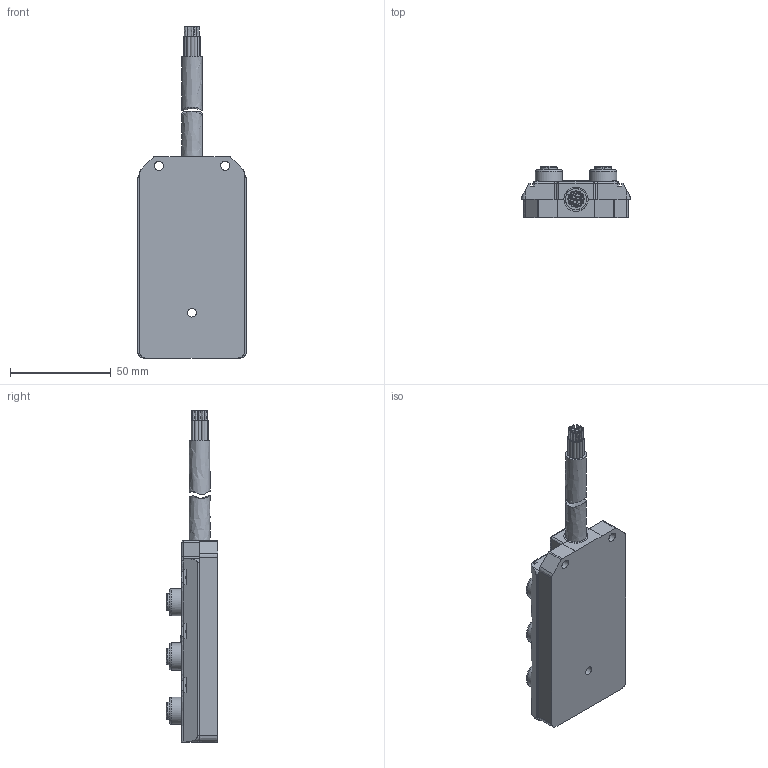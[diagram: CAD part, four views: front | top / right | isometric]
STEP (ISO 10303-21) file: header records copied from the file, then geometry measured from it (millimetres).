
FILE_DESCRIPTION( ('This file contains a STEP AP42 implementation' ,'as created by ZW3D STEP Interface translator.') ,'2;1' );
FILE_NAME( 'DSTR6-5-4XX-34XX.stp' ,'211222.164755', (''), ('ZWCAD Software Co.'), 'Version 1.0', 'ZW3D to STEP translator', '' );
FILE_SCHEMA(('AUTOMOTIVE_DESIGN'));
Length unit declared in the file: millimetre
Products named in the file (2): 0; DSTR6-5-4XX-11XX
Bounding box: 54 x 25.5 x 165 mm (x, y, z)
Volume: 93910 mm3; surface area: 26072.2 mm2
Topology: 2 solids, 2 shells, 907 faces, 2447 edges, 1698 vertices
Faces by surface type: bspline 907
Entity records: 51866 total; most frequent: CARTESIAN_POINT 36424, ORIENTED_EDGE 4868, EDGE_CURVE 2434, B_SPLINE_CURVE_WITH_KNOTS 1824, VERTEX_POINT 1698, EDGE_LOOP 1080, FACE_OUTER_BOUND 907, ADVANCED_FACE 907
